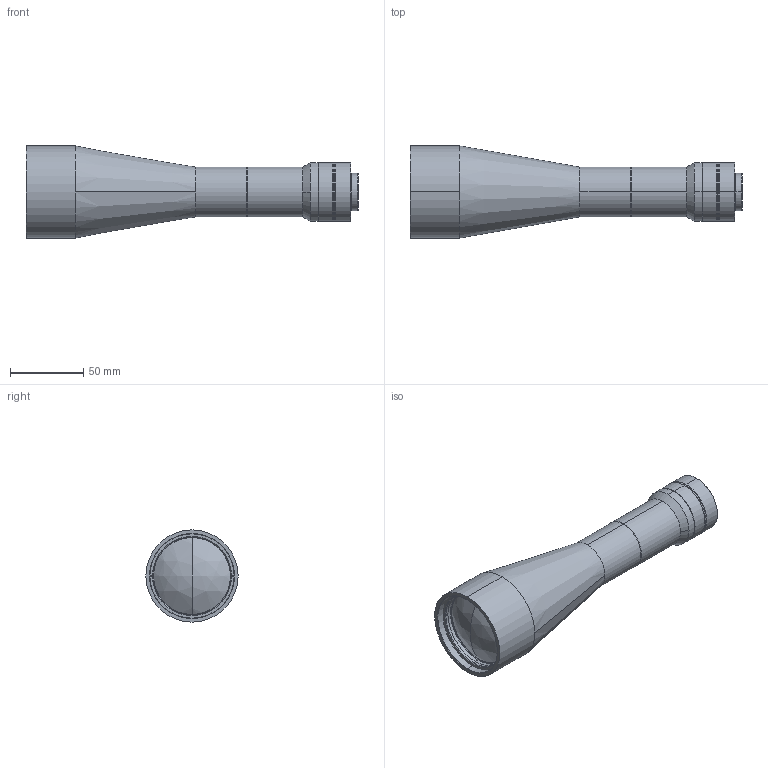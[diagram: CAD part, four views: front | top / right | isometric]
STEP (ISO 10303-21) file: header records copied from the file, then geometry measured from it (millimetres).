
FILE_DESCRIPTION (( 'STEP AP214' ), '1' );
FILE_NAME ('TTL18.5-45-70C.STEP', '2023-05-12T08:22:50', ( '' ), ( '' ), 'SwSTEP 2.0', 'SolidWorks 2022', '' );
FILE_SCHEMA (( 'AUTOMOTIVE_DESIGN' ));
Length unit declared in the file: millimetre
Products named in the file (1): TTL18.5-45-70C
Bounding box: 226.76 x 63 x 63 mm (x, y, z)
Volume: 190096.7 mm3; surface area: 87077.3 mm2
Topology: 21 solids, 21 shells, 378 faces, 836 edges, 527 vertices
Faces by surface type: cylinder 144, cone 103, plane 96, bspline 31, torus 4
Entity records: 15732 total; most frequent: CARTESIAN_POINT 2697, DIRECTION 1983, ORIENTED_EDGE 1672, AXIS2_PLACEMENT_3D 839, EDGE_CURVE 836, VERTEX_POINT 527, CIRCLE 491, EDGE_LOOP 439
